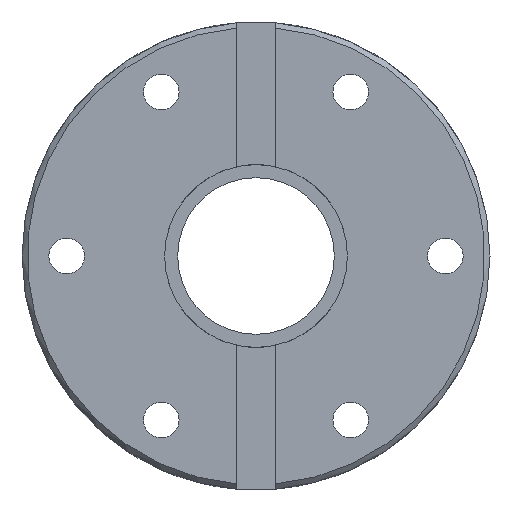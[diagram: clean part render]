
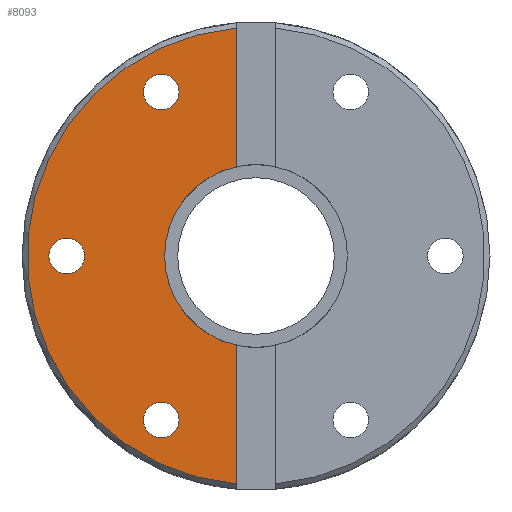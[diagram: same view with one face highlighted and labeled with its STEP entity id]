
A CAD part, left-side view. The second image highlights one B-rep face of the part: STEP entity #8093.
In plain terms, the highlighted planar face has unit normal (-1, 0, 0).
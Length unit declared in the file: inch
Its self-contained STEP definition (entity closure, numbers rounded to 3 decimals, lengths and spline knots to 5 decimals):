
#1056=CARTESIAN_POINT('',(-0.75,0.,1.6425));
#1057=VERTEX_POINT('',#1056);
#1073=CARTESIAN_POINT('',(-0.75,0.,1.9825));
#1074=VERTEX_POINT('',#1073);
#1081=CARTESIAN_POINT('',(-0.75,0.,1.8125));
#1082=DIRECTION('',(1.0,0.0,0.0));
#1083=DIRECTION('',(0.0,0.0,-1.0));
#1084=AXIS2_PLACEMENT_3D('',#1081,#1082,#1083);
#1085=CIRCLE('',#1084,0.17);
#1086=EDGE_CURVE('',#1057,#1074,#1085,.T.);
#1738=CARTESIAN_POINT('',(-0.75,0.,0.875));
#1739=VERTEX_POINT('',#1738);
#1748=CARTESIAN_POINT('',(-0.75,0.85467,0.1875));
#1749=VERTEX_POINT('',#1748);
#1750=CARTESIAN_POINT('',(-0.75,0.,0.0));
#1751=DIRECTION('',(1.0,0.0,0.0));
#1752=DIRECTION('',(0.0,0.0,1.0));
#1753=AXIS2_PLACEMENT_3D('',#1750,#1751,#1752);
#1754=CIRCLE('',#1753,0.875);
#1755=EDGE_CURVE('',#1749,#1739,#1754,.T.);
#1858=CARTESIAN_POINT('',(-0.75,1.42245,0.82125));
#1859=VERTEX_POINT('',#1858);
#1875=CARTESIAN_POINT('',(-0.75,1.7169,0.99125));
#1876=VERTEX_POINT('',#1875);
#1883=CARTESIAN_POINT('',(-0.75,1.56967,0.90625));
#1884=DIRECTION('',(1.,0.0,0.0));
#1885=DIRECTION('',(0.0,-0.866,-0.5));
#1886=AXIS2_PLACEMENT_3D('',#1883,#1884,#1885);
#1887=CIRCLE('',#1886,0.17);
#1888=EDGE_CURVE('',#1859,#1876,#1887,.T.);
#2194=CARTESIAN_POINT('',(-0.75,-1.42245,0.82125));
#2195=VERTEX_POINT('',#2194);
#2211=CARTESIAN_POINT('',(-0.75,-1.7169,0.99125));
#2212=VERTEX_POINT('',#2211);
#2219=CARTESIAN_POINT('',(-0.75,-1.56967,0.90625));
#2220=DIRECTION('',(1.,0.0,0.0));
#2221=DIRECTION('',(0.0,0.866,-0.5));
#2222=AXIS2_PLACEMENT_3D('',#2219,#2220,#2221);
#2223=CIRCLE('',#2222,0.17);
#2224=EDGE_CURVE('',#2195,#2212,#2223,.T.);
#7569=CARTESIAN_POINT('',(-0.75,-1.56967,0.90625));
#7570=DIRECTION('',(1.,0.0,0.0));
#7571=DIRECTION('',(0.0,0.866,-0.5));
#7572=AXIS2_PLACEMENT_3D('',#7569,#7570,#7571);
#7573=CIRCLE('',#7572,0.17);
#7574=EDGE_CURVE('',#2212,#2195,#7573,.T.);
#7761=CARTESIAN_POINT('',(-0.75,1.56967,0.90625));
#7762=DIRECTION('',(1.,0.0,0.0));
#7763=DIRECTION('',(0.0,-0.866,-0.5));
#7764=AXIS2_PLACEMENT_3D('',#7761,#7762,#7763);
#7765=CIRCLE('',#7764,0.17);
#7766=EDGE_CURVE('',#1876,#1859,#7765,.T.);
#7846=CARTESIAN_POINT('',(-0.75,2.18196,0.1875));
#7847=VERTEX_POINT('',#7846);
#7848=CARTESIAN_POINT('',(-0.75,2.18196,0.1875));
#7849=DIRECTION('',(0.0,-1.0,0.0));
#7850=VECTOR('',#7849,1.32728);
#7851=LINE('',#7848,#7850);
#7852=EDGE_CURVE('',#7847,#1749,#7851,.T.);
#7884=CARTESIAN_POINT('',(-0.75,-0.85467,0.1875));
#7885=VERTEX_POINT('',#7884);
#7908=CARTESIAN_POINT('',(-0.75,-2.18196,0.1875));
#7909=VERTEX_POINT('',#7908);
#7923=CARTESIAN_POINT('',(-0.75,-0.85467,0.1875));
#7924=DIRECTION('',(0.0,-1.0,0.0));
#7925=VECTOR('',#7924,1.32728);
#7926=LINE('',#7923,#7925);
#7927=EDGE_CURVE('',#7885,#7909,#7926,.T.);
#8047=CARTESIAN_POINT('',(-0.75,0.,0.0));
#8048=DIRECTION('',(1.0,0.0,0.0));
#8049=DIRECTION('',(0.0,0.0,1.0));
#8050=AXIS2_PLACEMENT_3D('',#8047,#8048,#8049);
#8051=CIRCLE('',#8050,0.875);
#8052=EDGE_CURVE('',#1739,#7885,#8051,.T.);
#8057=CARTESIAN_POINT('',(-0.75,0.,-1.6875));
#8058=DIRECTION('',(-1.0,0.0,0.0));
#8059=DIRECTION('',(0.0,0.0,1.0));
#8060=AXIS2_PLACEMENT_3D('',#8057,#8058,#8059);
#8061=PLANE('',#8060);
#8062=ORIENTED_EDGE('',*,*,#7927,.T.);
#8063=CARTESIAN_POINT('',(-0.75,0.,0.0));
#8064=DIRECTION('',(1.0,0.0,0.0));
#8065=DIRECTION('',(0.0,0.0,1.0));
#8066=AXIS2_PLACEMENT_3D('',#8063,#8064,#8065);
#8067=CIRCLE('',#8066,2.19);
#8068=EDGE_CURVE('',#7847,#7909,#8067,.T.);
#8069=ORIENTED_EDGE('',*,*,#8068,.F.);
#8070=ORIENTED_EDGE('',*,*,#7852,.T.);
#8071=ORIENTED_EDGE('',*,*,#1755,.T.);
#8072=ORIENTED_EDGE('',*,*,#8052,.T.);
#8073=EDGE_LOOP('',(#8062,#8069,#8070,#8071,#8072));
#8074=FACE_OUTER_BOUND('',#8073,.T.);
#8075=ORIENTED_EDGE('',*,*,#7574,.T.);
#8076=ORIENTED_EDGE('',*,*,#2224,.T.);
#8077=EDGE_LOOP('',(#8075,#8076));
#8078=FACE_BOUND('',#8077,.T.);
#8079=ORIENTED_EDGE('',*,*,#7766,.T.);
#8080=ORIENTED_EDGE('',*,*,#1888,.T.);
#8081=EDGE_LOOP('',(#8079,#8080));
#8082=FACE_BOUND('',#8081,.T.);
#8083=CARTESIAN_POINT('',(-0.75,0.,1.8125));
#8084=DIRECTION('',(1.0,0.0,0.0));
#8085=DIRECTION('',(0.0,0.0,-1.0));
#8086=AXIS2_PLACEMENT_3D('',#8083,#8084,#8085);
#8087=CIRCLE('',#8086,0.17);
#8088=EDGE_CURVE('',#1074,#1057,#8087,.T.);
#8089=ORIENTED_EDGE('',*,*,#8088,.T.);
#8090=ORIENTED_EDGE('',*,*,#1086,.T.);
#8091=EDGE_LOOP('',(#8089,#8090));
#8092=FACE_BOUND('',#8091,.T.);
#8093=ADVANCED_FACE('',(#8074,#8078,#8082,#8092),#8061,.T.);
